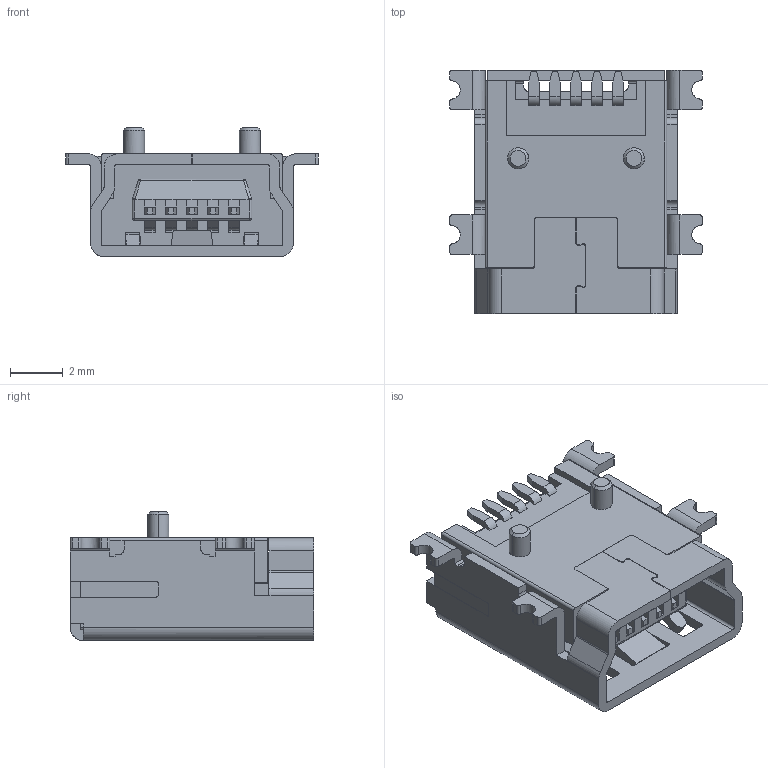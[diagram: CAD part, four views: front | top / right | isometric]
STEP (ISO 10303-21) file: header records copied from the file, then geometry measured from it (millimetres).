
FILE_DESCRIPTION (( 'STEP AP214' ), '1' );
FILE_NAME ('65100516121.STEP', '2022-12-19T09:07:13', ( '' ), ( '' ), 'SwSTEP 2.0', 'SolidWorks 2022', '' );
FILE_SCHEMA (( 'AUTOMOTIVE_DESIGN' ));
Length unit declared in the file: millimetre
Products named in the file (5): 65100516121; DEFAULT-1^65100516121_Download_IGS_65100516121_rev1(2)_65100516121_Download_IGS_65100516121_rev1; 65100516121_Download_IGS_65100516121_rev1(2)^65100516121_Download_IGS_65100516121_rev1; DEFAULT-0^65100516121_Download_IGS_65100516121_rev1(2)_65100516121_Download_IGS_65100516121_rev1; DEFAULT^65100516121_Download_IGS_65100516121_rev1(2)_65100516121_Download_IGS_65100516121_rev1
Assembly tree (8 placements, depth 3):
  65100516121
    65100516121_Download_IGS_65100516121_rev1(2)^65100516121_Download_IGS_65100516121_rev1
      DEFAULT^65100516121_Download_IGS_65100516121_rev1(2)_65100516121_Download_IGS_65100516121_rev1
      DEFAULT-0^65100516121_Download_IGS_65100516121_rev1(2)_65100516121_Download_IGS_65100516121_rev1
      DEFAULT-1^65100516121_Download_IGS_65100516121_rev1(2)_65100516121_Download_IGS_65100516121_rev1  x5
Bounding box: 9.6 x 9.25 x 4.9 mm (x, y, z)
Volume: 142 mm3; surface area: 762.3 mm2
Topology: 7 solids, 7 shells, 591 faces, 1660 edges, 1060 vertices
Faces by surface type: bspline 591
Entity records: 15567 total; most frequent: CARTESIAN_POINT 7657, ORIENTED_EDGE 2624, EDGE_CURVE 1312, B_SPLINE_CURVE_WITH_KNOTS 1220, VERTEX_POINT 836, EDGE_LOOP 474, ADVANCED_FACE 463, FACE_OUTER_BOUND 463
